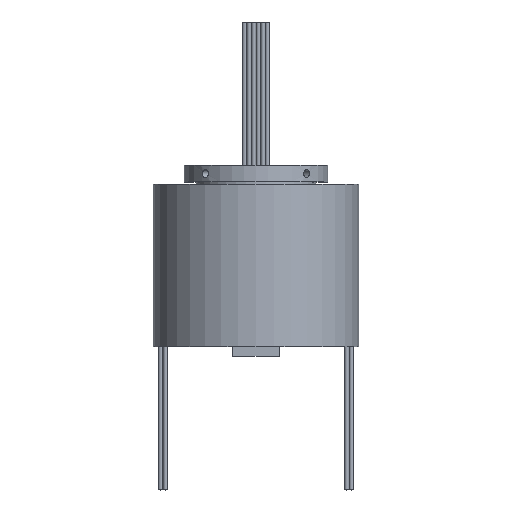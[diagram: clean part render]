
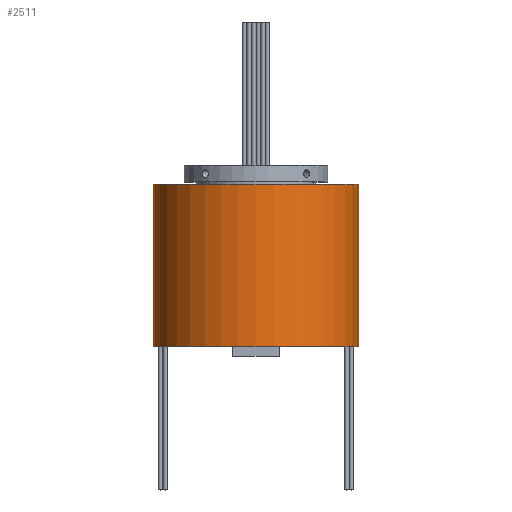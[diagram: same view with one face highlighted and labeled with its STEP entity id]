
A CAD part, top view. The second image highlights one B-rep face of the part: STEP entity #2511.
In plain terms, the highlighted cylindrical face has radius 43 mm (diameter 86 mm), a partial arc.
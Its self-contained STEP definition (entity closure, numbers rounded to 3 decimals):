
#28=CARTESIAN_POINT('',(0.,-34.,0.));
#29=DIRECTION('',(0.,1.,0.));
#30=DIRECTION('',(-1.,0.,0.));
#31=AXIS2_PLACEMENT_3D('',#28,#29,#30);
#570=CARTESIAN_POINT('',(0.,34.,0.));
#571=DIRECTION('',(0.,1.,0.));
#572=DIRECTION('',(-1.,0.,0.));
#573=AXIS2_PLACEMENT_3D('',#570,#571,#572);
#590=DIRECTION('',(0.,1.,0.));
#591=VECTOR('',#590,68.);
#592=CARTESIAN_POINT('',(43.,-34.,0.));
#593=LINE('',#592,#591);
#816=DIRECTION('',(0.,1.,0.));
#817=VECTOR('',#816,68.);
#818=CARTESIAN_POINT('',(-43.,-34.,0.));
#819=LINE('',#818,#817);
#1353=CARTESIAN_POINT('',(-43.,-34.,0.));
#1354=CARTESIAN_POINT('',(43.,-34.,0.));
#1355=VERTEX_POINT('',#1353);
#1356=VERTEX_POINT('',#1354);
#1361=CARTESIAN_POINT('',(43.,34.,0.));
#1362=CARTESIAN_POINT('',(-43.,34.,0.));
#1363=VERTEX_POINT('',#1361);
#1364=VERTEX_POINT('',#1362);
#2500=CARTESIAN_POINT('',(0.,-34.,0.));
#2501=DIRECTION('',(0.,1.,0.));
#2502=DIRECTION('',(1.,0.,0.));
#2503=AXIS2_PLACEMENT_3D('',#2500,#2501,#2502);
#2504=CYLINDRICAL_SURFACE('',#2503,43.);
#2505=ORIENTED_EDGE('',*,*,#1698,.F.);
#2506=ORIENTED_EDGE('',*,*,#2121,.T.);
#2507=ORIENTED_EDGE('',*,*,#2101,.T.);
#2508=ORIENTED_EDGE('',*,*,#2118,.F.);
#2509=EDGE_LOOP('',(#2505,#2506,#2507,#2508));
#2510=FACE_OUTER_BOUND('',#2509,.F.);
#32=CIRCLE('',#31,43.);
#574=CIRCLE('',#573,43.);
#1698=EDGE_CURVE('',#1355,#1356,#32,.T.);
#2101=EDGE_CURVE('',#1364,#1363,#574,.T.);
#2118=EDGE_CURVE('',#1356,#1363,#593,.T.);
#2121=EDGE_CURVE('',#1355,#1364,#819,.T.);
#2511=ADVANCED_FACE('',(#2510),#2504,.T.);
